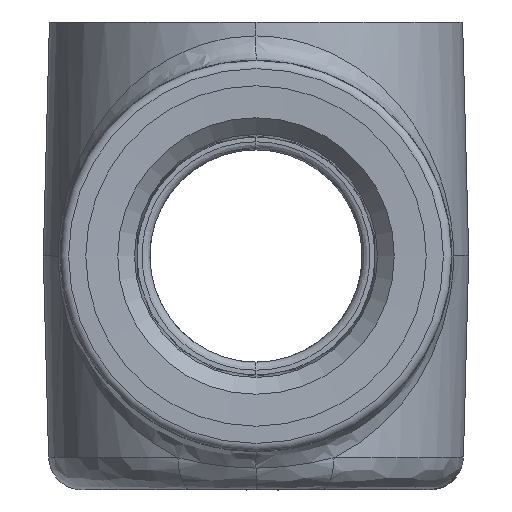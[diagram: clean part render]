
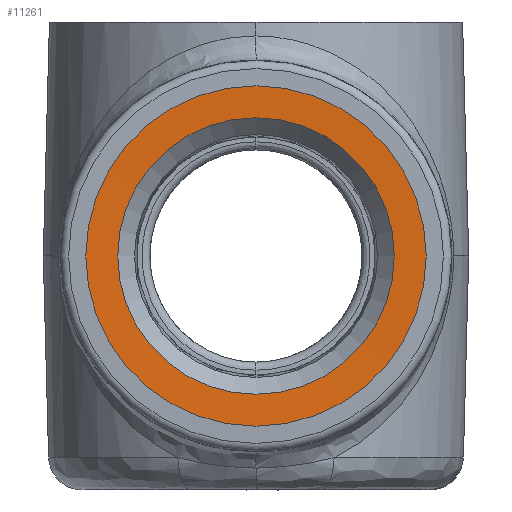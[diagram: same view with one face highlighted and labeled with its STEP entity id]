
A CAD part, left-side view. The second image highlights one B-rep face of the part: STEP entity #11261.
In plain terms, the highlighted conical face has half-angle 87.997 degrees and reference radius 28.772 mm.
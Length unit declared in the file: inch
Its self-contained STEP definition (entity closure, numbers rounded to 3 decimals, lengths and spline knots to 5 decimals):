
#142=CONICAL_SURFACE('',#12143,1.13275,1.536);
#1542=FACE_OUTER_BOUND('',#2221,.T.);
#2221=EDGE_LOOP('',(#9460,#9461,#9462,#9463,#9464,#9465));
#3002=LINE('',#25956,#3836);
#3836=VECTOR('',#13997,1.13275);
#4467=CIRCLE('',#11937,1.25);
#4468=CIRCLE('',#11938,1.25);
#4534=CIRCLE('',#12125,1.0155);
#4535=CIRCLE('',#12126,1.0155);
#4902=VERTEX_POINT('',#20428);
#4903=VERTEX_POINT('',#20429);
#5241=VERTEX_POINT('',#25921);
#5242=VERTEX_POINT('',#25922);
#6201=EDGE_CURVE('',#4902,#4903,#4467,.T.);
#6202=EDGE_CURVE('',#4903,#4902,#4468,.T.);
#6717=EDGE_CURVE('',#5241,#5242,#4534,.T.);
#6718=EDGE_CURVE('',#5242,#5241,#4535,.T.);
#6733=EDGE_CURVE('',#4902,#5242,#3002,.T.);
#9460=ORIENTED_EDGE('',*,*,#6202,.F.);
#9461=ORIENTED_EDGE('',*,*,#6201,.F.);
#9462=ORIENTED_EDGE('',*,*,#6733,.T.);
#9463=ORIENTED_EDGE('',*,*,#6718,.T.);
#9464=ORIENTED_EDGE('',*,*,#6717,.T.);
#9465=ORIENTED_EDGE('',*,*,#6733,.F.);
#11261=ADVANCED_FACE('',(#1542),#142,.F.);
#11937=AXIS2_PLACEMENT_3D('',#20430,#13325,#13326);
#11938=AXIS2_PLACEMENT_3D('',#20431,#13327,#13328);
#12125=AXIS2_PLACEMENT_3D('',#25923,#13947,#13948);
#12126=AXIS2_PLACEMENT_3D('',#25924,#13949,#13950);
#12143=AXIS2_PLACEMENT_3D('',#25955,#13995,#13996);
#13325=DIRECTION('center_axis',(1.,0.,0.));
#13326=DIRECTION('ref_axis',(0.,0.,1.));
#13327=DIRECTION('center_axis',(1.,0.,0.));
#13328=DIRECTION('ref_axis',(0.,0.,1.));
#13947=DIRECTION('center_axis',(1.,0.,0.));
#13948=DIRECTION('ref_axis',(0.,0.,-1.));
#13949=DIRECTION('center_axis',(1.,0.,0.));
#13950=DIRECTION('ref_axis',(0.,0.,-1.));
#13995=DIRECTION('center_axis',(-1.,0.,0.));
#13996=DIRECTION('ref_axis',(0.,0.,1.));
#13997=DIRECTION('',(0.035,0.,0.999));
#20428=CARTESIAN_POINT('',(-9.18751,0.,-1.25));
#20429=CARTESIAN_POINT('',(-9.18751,0.,1.25));
#20430=CARTESIAN_POINT('Origin',(-9.18751,0.,0.));
#20431=CARTESIAN_POINT('Origin',(-9.18751,0.,0.));
#25921=CARTESIAN_POINT('',(-9.1793,0.,1.0155));
#25922=CARTESIAN_POINT('',(-9.1793,0.,-1.0155));
#25923=CARTESIAN_POINT('Origin',(-9.1793,0.,0.));
#25924=CARTESIAN_POINT('Origin',(-9.1793,0.,0.));
#25955=CARTESIAN_POINT('Origin',(-9.1834,0.,0.));
#25956=CARTESIAN_POINT('',(-9.1834,0.,-1.13275));
